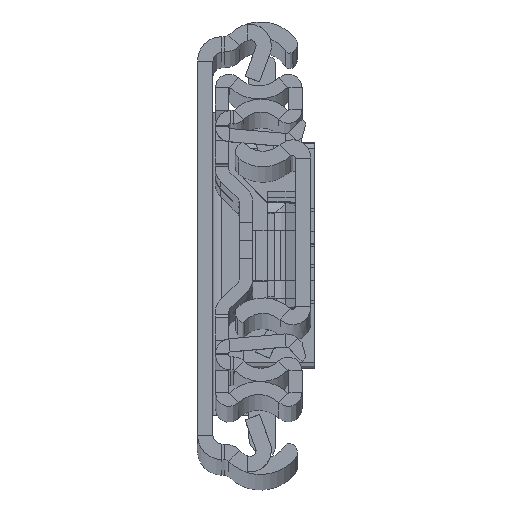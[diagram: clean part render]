
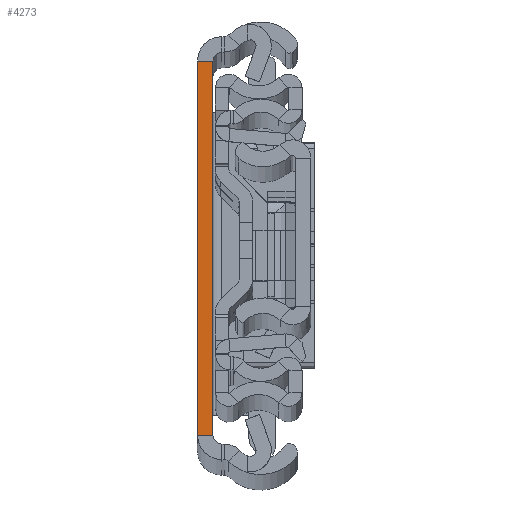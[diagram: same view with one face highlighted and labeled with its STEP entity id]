
A CAD part, top view. The second image highlights one B-rep face of the part: STEP entity #4273.
In plain terms, the highlighted planar face has unit normal (0, 0, 1).
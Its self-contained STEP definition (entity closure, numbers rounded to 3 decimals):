
#244 = VECTOR ( 'NONE', #8978, 1000. ) ;
#527 = VERTEX_POINT ( 'NONE', #5329 ) ;
#588 = ORIENTED_EDGE ( 'NONE', *, *, #8231, .T. ) ;
#854 = CARTESIAN_POINT ( 'NONE',  ( 2.6, 31.5, 0. ) ) ;
#1054 = VECTOR ( 'NONE', #13035, 1000. ) ;
#2474 = EDGE_CURVE ( 'NONE', #10228, #9744, #7503, .T. ) ;
#2700 = CARTESIAN_POINT ( 'NONE',  ( 0., -31.5, 0. ) ) ;
#2706 = DIRECTION ( 'NONE',  ( 0., 0., -1. ) ) ;
#2762 = VERTEX_POINT ( 'NONE', #8198 ) ;
#4131 = VECTOR ( 'NONE', #7798, 1000. ) ;
#4273 = ADVANCED_FACE ( 'NONE', ( #13634 ), #15178, .F. ) ;
#4963 = CARTESIAN_POINT ( 'NONE',  ( 2.6, -31.5, 0. ) ) ;
#5329 = CARTESIAN_POINT ( 'NONE',  ( 2.6, 31.5, 0. ) ) ;
#5443 = DIRECTION ( 'NONE',  ( 0., 1., 0. ) ) ;
#5638 = DIRECTION ( 'NONE',  ( 0., 1., 0. ) ) ;
#6143 = CARTESIAN_POINT ( 'NONE',  ( 2.6, -31.5, 0. ) ) ;
#7096 = CARTESIAN_POINT ( 'NONE',  ( 2.6, -31.5, 0. ) ) ;
#7239 = ORIENTED_EDGE ( 'NONE', *, *, #16523, .F. ) ;
#7318 = CARTESIAN_POINT ( 'NONE',  ( 2.6, -31.5, 0. ) ) ;
#7503 = LINE ( 'NONE', #7318, #1054 ) ;
#7798 = DIRECTION ( 'NONE',  ( 0., 1., 0. ) ) ;
#7992 = EDGE_LOOP ( 'NONE', ( #7239, #8432, #11113, #588 ) ) ;
#8198 = CARTESIAN_POINT ( 'NONE',  ( 0., 31.5, 0. ) ) ;
#8231 = EDGE_CURVE ( 'NONE', #9744, #527, #14612, .T. ) ;
#8432 = ORIENTED_EDGE ( 'NONE', *, *, #12388, .F. ) ;
#8978 = DIRECTION ( 'NONE',  ( 1., 0., 0. ) ) ;
#9744 = VERTEX_POINT ( 'NONE', #6143 ) ;
#10177 = AXIS2_PLACEMENT_3D ( 'NONE', #7096, #2706, #5638 ) ;
#10228 = VERTEX_POINT ( 'NONE', #2700 ) ;
#11113 = ORIENTED_EDGE ( 'NONE', *, *, #2474, .T. ) ;
#12357 = LINE ( 'NONE', #17918, #14677 ) ;
#12388 = EDGE_CURVE ( 'NONE', #10228, #2762, #12357, .T. ) ;
#13035 = DIRECTION ( 'NONE',  ( 1., 0., 0. ) ) ;
#13634 = FACE_OUTER_BOUND ( 'NONE', #7992, .T. ) ;
#14612 = LINE ( 'NONE', #4963, #4131 ) ;
#14677 = VECTOR ( 'NONE', #5443, 1000. ) ;
#15178 = PLANE ( 'NONE',  #10177 ) ;
#16523 = EDGE_CURVE ( 'NONE', #2762, #527, #17516, .T. ) ;
#17516 = LINE ( 'NONE', #854, #244 ) ;
#17918 = CARTESIAN_POINT ( 'NONE',  ( 0., -31.5, 0. ) ) ;
